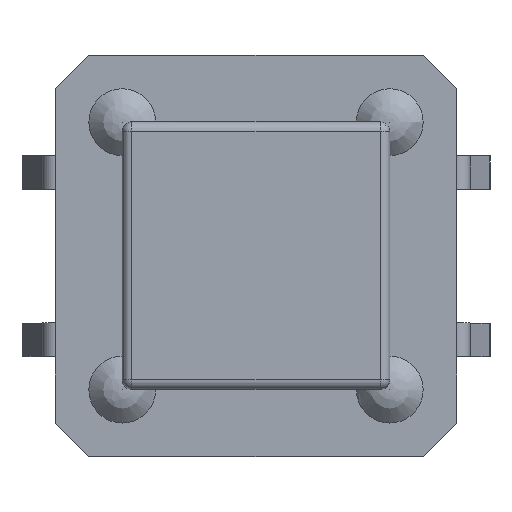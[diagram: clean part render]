
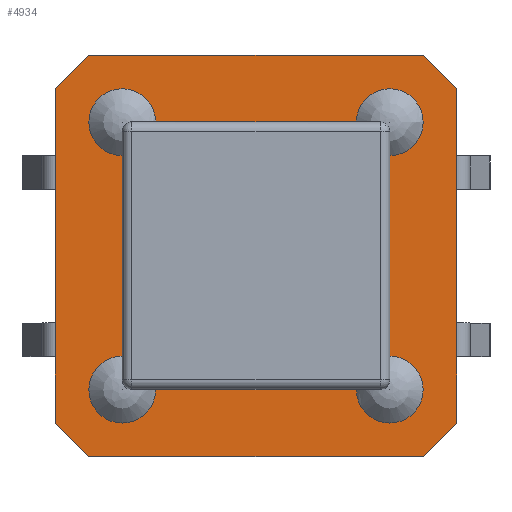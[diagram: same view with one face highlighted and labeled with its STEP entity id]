
A CAD part, top view. The second image highlights one B-rep face of the part: STEP entity #4934.
In plain terms, the highlighted planar face has unit normal (0, 0, 1).
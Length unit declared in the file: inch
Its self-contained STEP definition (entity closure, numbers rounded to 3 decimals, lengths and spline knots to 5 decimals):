
#1917=CARTESIAN_POINT('',(-0.85012,0.19991,0.14173));
#1918=VERTEX_POINT('',#1917);
#1919=CARTESIAN_POINT('',(-0.98693,0.19991,0.14173));
#1920=DIRECTION('',(0.0,0.0,-1.0));
#1921=DIRECTION('',(-1.0,0.0,0.0));
#1922=AXIS2_PLACEMENT_3D('',#1919,#1920,#1921);
#1923=CIRCLE('',#1922,0.13681);
#1924=EDGE_CURVE('',#1918,#1918,#1923,.T.);
#1975=CARTESIAN_POINT('',(-1.10504,0.04243,0.14173));
#1976=VERTEX_POINT('',#1975);
#1977=CARTESIAN_POINT('',(-1.14441,0.04243,0.14173));
#1978=DIRECTION('',(0.0,0.0,1.0));
#1979=DIRECTION('',(1.0,0.0,0.0));
#1980=AXIS2_PLACEMENT_3D('',#1977,#1978,#1979);
#1981=CIRCLE('',#1980,0.03937);
#1982=EDGE_CURVE('',#1976,#1976,#1981,.T.);
#2022=CARTESIAN_POINT('',(-0.86882,0.04243,0.14173));
#2023=VERTEX_POINT('',#2022);
#2024=CARTESIAN_POINT('',(-0.82945,0.04243,0.14173));
#2025=DIRECTION('',(0.0,0.0,-1.0));
#2026=DIRECTION('',(-1.0,0.0,0.0));
#2027=AXIS2_PLACEMENT_3D('',#2024,#2025,#2026);
#2028=CIRCLE('',#2027,0.03937);
#2029=EDGE_CURVE('',#2023,#2023,#2028,.T.);
#2069=CARTESIAN_POINT('',(-0.79008,0.35739,0.14173));
#2070=VERTEX_POINT('',#2069);
#2071=CARTESIAN_POINT('',(-0.82945,0.35739,0.14173));
#2072=DIRECTION('',(0.0,0.0,1.0));
#2073=DIRECTION('',(1.0,0.0,0.0));
#2074=AXIS2_PLACEMENT_3D('',#2071,#2072,#2073);
#2075=CIRCLE('',#2074,0.03937);
#2076=EDGE_CURVE('',#2070,#2070,#2075,.T.);
#3222=CARTESIAN_POINT('',(-1.10504,0.35739,0.14173));
#3223=VERTEX_POINT('',#3222);
#3224=CARTESIAN_POINT('',(-1.14441,0.35739,0.14173));
#3225=DIRECTION('',(0.0,0.0,1.0));
#3226=DIRECTION('',(1.0,0.0,0.0));
#3227=AXIS2_PLACEMENT_3D('',#3224,#3225,#3226);
#3228=CIRCLE('',#3227,0.03937);
#3229=EDGE_CURVE('',#3223,#3223,#3228,.T.);
#4848=CARTESIAN_POINT('',(-1.24677,-0.05993,0.14173));
#4849=DIRECTION('',(0.0,0.0,1.0));
#4850=DIRECTION('',(1.0,0.0,0.0));
#4851=AXIS2_PLACEMENT_3D('',#4848,#4849,#4850);
#4852=PLANE('',#4851);
#4853=CARTESIAN_POINT('',(-1.18378,0.43613,0.14173));
#4854=VERTEX_POINT('',#4853);
#4855=CARTESIAN_POINT('',(-0.79008,0.43613,0.14173));
#4856=VERTEX_POINT('',#4855);
#4857=CARTESIAN_POINT('',(-1.18378,0.43613,0.14173));
#4858=DIRECTION('',(1.0,0.0,0.0));
#4859=VECTOR('',#4858,0.3937);
#4860=LINE('',#4857,#4859);
#4861=EDGE_CURVE('',#4854,#4856,#4860,.T.);
#4862=ORIENTED_EDGE('',*,*,#4861,.F.);
#4863=CARTESIAN_POINT('',(-1.22315,0.39676,0.14173));
#4864=VERTEX_POINT('',#4863);
#4865=CARTESIAN_POINT('',(-1.22315,0.39676,0.14173));
#4866=DIRECTION('',(0.707,0.707,0.0));
#4867=VECTOR('',#4866,0.05568);
#4868=LINE('',#4865,#4867);
#4869=EDGE_CURVE('',#4864,#4854,#4868,.T.);
#4870=ORIENTED_EDGE('',*,*,#4869,.F.);
#4871=CARTESIAN_POINT('',(-1.22315,0.00306,0.14173));
#4872=VERTEX_POINT('',#4871);
#4873=CARTESIAN_POINT('',(-1.22315,0.00306,0.14173));
#4874=DIRECTION('',(0.0,1.0,0.0));
#4875=VECTOR('',#4874,0.3937);
#4876=LINE('',#4873,#4875);
#4877=EDGE_CURVE('',#4872,#4864,#4876,.T.);
#4878=ORIENTED_EDGE('',*,*,#4877,.F.);
#4879=CARTESIAN_POINT('',(-1.18378,-0.03631,0.14173));
#4880=VERTEX_POINT('',#4879);
#4881=CARTESIAN_POINT('',(-1.18378,-0.03631,0.14173));
#4882=DIRECTION('',(-0.707,0.707,0.0));
#4883=VECTOR('',#4882,0.05568);
#4884=LINE('',#4881,#4883);
#4885=EDGE_CURVE('',#4880,#4872,#4884,.T.);
#4886=ORIENTED_EDGE('',*,*,#4885,.F.);
#4887=CARTESIAN_POINT('',(-0.79008,-0.03631,0.14173));
#4888=VERTEX_POINT('',#4887);
#4889=CARTESIAN_POINT('',(-0.79008,-0.03631,0.14173));
#4890=DIRECTION('',(-1.0,0.0,0.0));
#4891=VECTOR('',#4890,0.3937);
#4892=LINE('',#4889,#4891);
#4893=EDGE_CURVE('',#4888,#4880,#4892,.T.);
#4894=ORIENTED_EDGE('',*,*,#4893,.F.);
#4895=CARTESIAN_POINT('',(-0.75071,0.00306,0.14173));
#4896=VERTEX_POINT('',#4895);
#4897=CARTESIAN_POINT('',(-0.75071,0.00306,0.14173));
#4898=DIRECTION('',(-0.707,-0.707,0.0));
#4899=VECTOR('',#4898,0.05568);
#4900=LINE('',#4897,#4899);
#4901=EDGE_CURVE('',#4896,#4888,#4900,.T.);
#4902=ORIENTED_EDGE('',*,*,#4901,.F.);
#4903=CARTESIAN_POINT('',(-0.75071,0.39676,0.14173));
#4904=VERTEX_POINT('',#4903);
#4905=CARTESIAN_POINT('',(-0.75071,0.39676,0.14173));
#4906=DIRECTION('',(0.0,-1.0,0.0));
#4907=VECTOR('',#4906,0.3937);
#4908=LINE('',#4905,#4907);
#4909=EDGE_CURVE('',#4904,#4896,#4908,.T.);
#4910=ORIENTED_EDGE('',*,*,#4909,.F.);
#4911=CARTESIAN_POINT('',(-0.79008,0.43613,0.14173));
#4912=DIRECTION('',(0.707,-0.707,0.0));
#4913=VECTOR('',#4912,0.05568);
#4914=LINE('',#4911,#4913);
#4915=EDGE_CURVE('',#4856,#4904,#4914,.T.);
#4916=ORIENTED_EDGE('',*,*,#4915,.F.);
#4917=EDGE_LOOP('',(#4862,#4870,#4878,#4886,#4894,#4902,#4910,#4916));
#4918=FACE_OUTER_BOUND('',#4917,.T.);
#4919=ORIENTED_EDGE('',*,*,#1982,.F.);
#4920=EDGE_LOOP('',(#4919));
#4921=FACE_BOUND('',#4920,.T.);
#4922=ORIENTED_EDGE('',*,*,#2029,.T.);
#4923=EDGE_LOOP('',(#4922));
#4924=FACE_BOUND('',#4923,.T.);
#4925=ORIENTED_EDGE('',*,*,#2076,.F.);
#4926=EDGE_LOOP('',(#4925));
#4927=FACE_BOUND('',#4926,.T.);
#4928=ORIENTED_EDGE('',*,*,#3229,.F.);
#4929=EDGE_LOOP('',(#4928));
#4930=FACE_BOUND('',#4929,.T.);
#4931=ORIENTED_EDGE('',*,*,#1924,.T.);
#4932=EDGE_LOOP('',(#4931));
#4933=FACE_BOUND('',#4932,.T.);
#4934=ADVANCED_FACE('',(#4918,#4921,#4924,#4927,#4930,#4933),#4852,.T.);
